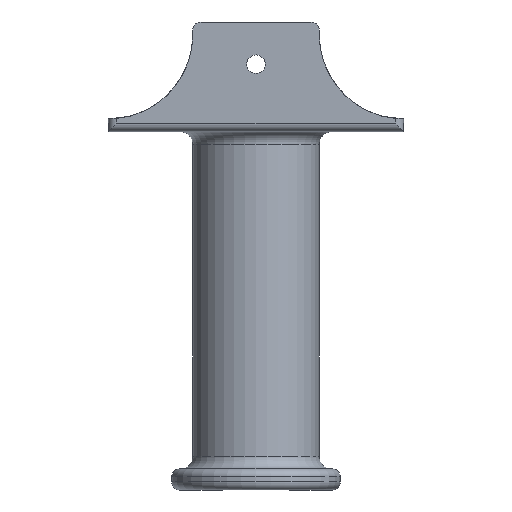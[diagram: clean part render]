
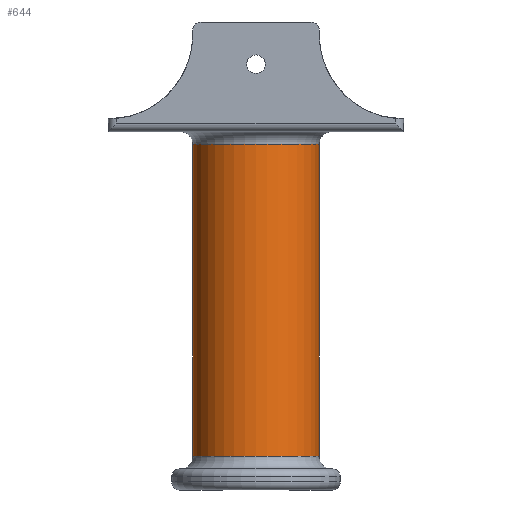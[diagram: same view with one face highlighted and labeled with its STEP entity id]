
A CAD part, top view. The second image highlights one B-rep face of the part: STEP entity #644.
In plain terms, the highlighted cylindrical face has radius 15 mm (diameter 30 mm), a partial arc.
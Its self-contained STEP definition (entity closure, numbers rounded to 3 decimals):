
#38=CYLINDRICAL_SURFACE('',#731,15.);
#64=FACE_OUTER_BOUND('',#101,.T.);
#101=EDGE_LOOP('',(#552,#553,#554,#555));
#142=CIRCLE('',#730,15.);
#143=CIRCLE('',#732,15.);
#171=LINE('',#1114,#223);
#181=LINE('',#1150,#233);
#223=VECTOR('',#817,1.);
#233=VECTOR('',#843,1.);
#284=VERTEX_POINT('',#1111);
#285=VERTEX_POINT('',#1113);
#302=VERTEX_POINT('',#1147);
#303=VERTEX_POINT('',#1149);
#353=EDGE_CURVE('',#284,#285,#171,.T.);
#371=EDGE_CURVE('',#303,#302,#181,.T.);
#397=EDGE_CURVE('',#284,#303,#142,.T.);
#398=EDGE_CURVE('',#285,#302,#143,.T.);
#552=ORIENTED_EDGE('',*,*,#353,.F.);
#553=ORIENTED_EDGE('',*,*,#397,.T.);
#554=ORIENTED_EDGE('',*,*,#371,.T.);
#555=ORIENTED_EDGE('',*,*,#398,.F.);
#644=ADVANCED_FACE('',(#64),#38,.T.);
#730=AXIS2_PLACEMENT_3D('',#1282,#905,#906);
#731=AXIS2_PLACEMENT_3D('',#1283,#907,#908);
#732=AXIS2_PLACEMENT_3D('',#1284,#909,#910);
#817=DIRECTION('',(0.,-1.,0.));
#843=DIRECTION('',(0.,-1.,0.));
#905=DIRECTION('center_axis',(0.,-1.,0.));
#906=DIRECTION('ref_axis',(1.,0.,0.));
#907=DIRECTION('center_axis',(0.,1.,0.));
#908=DIRECTION('ref_axis',(1.,0.,0.));
#909=DIRECTION('center_axis',(0.,-1.,0.));
#910=DIRECTION('ref_axis',(1.,0.,0.));
#1111=CARTESIAN_POINT('',(15.,37.,0.));
#1113=CARTESIAN_POINT('',(15.,-37.,0.));
#1114=CARTESIAN_POINT('',(15.,40.,0.));
#1147=CARTESIAN_POINT('',(-15.,-37.,0.));
#1149=CARTESIAN_POINT('',(-15.,37.,0.));
#1150=CARTESIAN_POINT('',(-15.,40.,0.));
#1282=CARTESIAN_POINT('Origin',(0.,37.,0.));
#1283=CARTESIAN_POINT('Origin',(0.,40.,0.));
#1284=CARTESIAN_POINT('Origin',(0.,-37.,0.));
